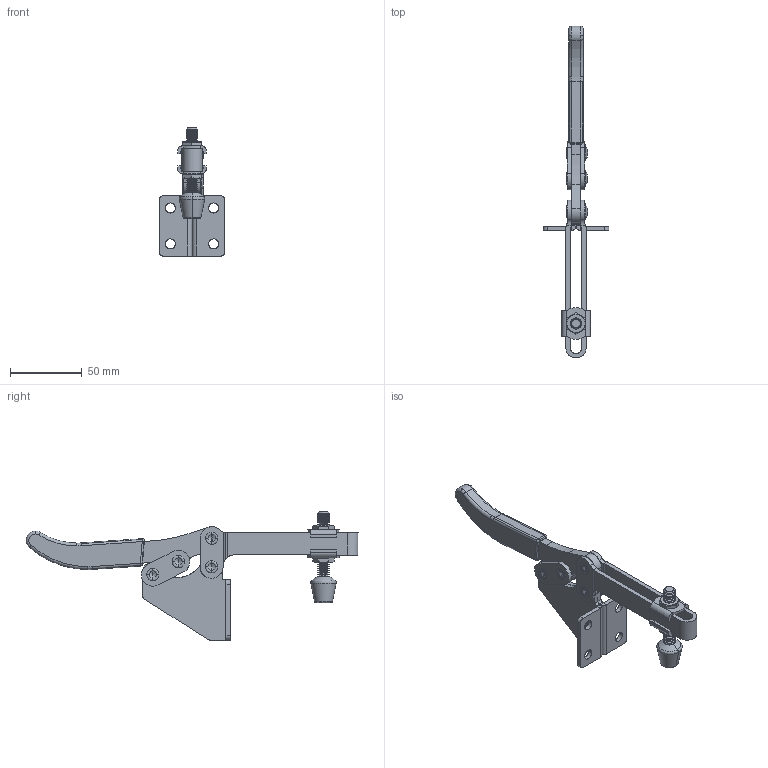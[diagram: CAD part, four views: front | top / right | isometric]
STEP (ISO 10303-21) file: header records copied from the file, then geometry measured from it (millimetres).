
FILE_DESCRIPTION((''),' ');
FILE_NAME('GH-202FL.stp',' ',('stephen'),('BIB design'),' ','ACIS 14.0',' ');
FILE_SCHEMA(('automotive_design'));
Length unit declared in the file: inch
Products named in the file (16): Part_1438; Part_1439; Part_1437; Part_3147; Part_3411; Part_19143; Part_19518; Part_29890; Part_29891; Part_32477; Part_33095; Part_94922; Part_95425; Part_95756; Part_96087; Part_100992
Bounding box: 46 x 231.47 x 89.3 mm (x, y, z)
Volume: 61870.1 mm3; surface area: 48055.3 mm2
Topology: 16 solids, 16 shells, 738 faces, 3283 edges, 2561 vertices
Faces by surface type: revolution 310, bspline 236, cylinder 93, plane 79, torus 12, cone 8
Entity records: 95101 total; most frequent: CARTESIAN_POINT 32948, PRESENTATION_STYLE_ASSIGNMENT 7098, COLOUR_RGB 7098, STYLED_ITEM 6590, ORIENTED_EDGE 6550, DIRECTION 5297, CURVE_STYLE 3783, EDGE_CURVE 3275
